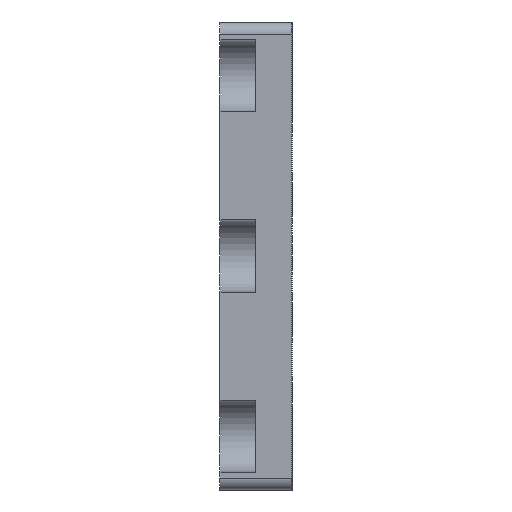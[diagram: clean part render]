
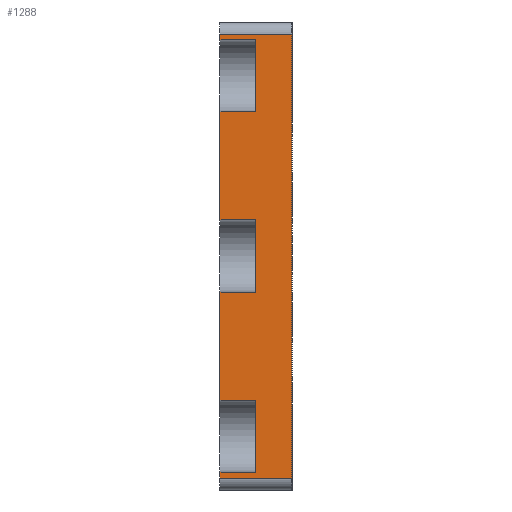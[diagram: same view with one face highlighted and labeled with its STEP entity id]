
A CAD part, left-side view. The second image highlights one B-rep face of the part: STEP entity #1288.
In plain terms, the highlighted planar face has unit normal (-1, 0, 0).
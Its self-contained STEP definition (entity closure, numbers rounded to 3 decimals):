
#24 = LINE ( 'NONE', #685, #2149 ) ;
#31 = VERTEX_POINT ( 'NONE', #1211 ) ;
#46 = VECTOR ( 'NONE', #364, 1000. ) ;
#56 = DIRECTION ( 'NONE',  ( 0., 0., 1. ) ) ;
#59 = CARTESIAN_POINT ( 'NONE',  ( -200., 6., 39. ) ) ;
#96 = DIRECTION ( 'NONE',  ( 0., 1., 0. ) ) ;
#98 = CARTESIAN_POINT ( 'NONE',  ( -200., 6., 39. ) ) ;
#122 = CARTESIAN_POINT ( 'NONE',  ( -200., 0., -6. ) ) ;
#157 = VERTEX_POINT ( 'NONE', #877 ) ;
#183 = CARTESIAN_POINT ( 'NONE',  ( -200., -6., 37. ) ) ;
#196 = VERTEX_POINT ( 'NONE', #1086 ) ;
#223 = LINE ( 'NONE', #385, #600 ) ;
#226 = DIRECTION ( 'NONE',  ( 1., 0., 0. ) ) ;
#228 = DIRECTION ( 'NONE',  ( 0., 0., 1. ) ) ;
#249 = LINE ( 'NONE', #1246, #561 ) ;
#298 = VERTEX_POINT ( 'NONE', #1099 ) ;
#303 = CARTESIAN_POINT ( 'NONE',  ( -200., 6., 36. ) ) ;
#343 = CARTESIAN_POINT ( 'NONE',  ( -200., 0., -36. ) ) ;
#358 = VERTEX_POINT ( 'NONE', #183 ) ;
#364 = DIRECTION ( 'NONE',  ( 0., -1., 0. ) ) ;
#367 = LINE ( 'NONE', #1235, #1154 ) ;
#385 = CARTESIAN_POINT ( 'NONE',  ( -200., 6., 39. ) ) ;
#444 = LINE ( 'NONE', #1300, #978 ) ;
#455 = ORIENTED_EDGE ( 'NONE', *, *, #1714, .F. ) ;
#468 = CARTESIAN_POINT ( 'NONE',  ( -200., 0., -36. ) ) ;
#482 = ORIENTED_EDGE ( 'NONE', *, *, #1749, .T. ) ;
#496 = VECTOR ( 'NONE', #2130, 1000. ) ;
#507 = VERTEX_POINT ( 'NONE', #2078 ) ;
#538 = EDGE_CURVE ( 'NONE', #813, #157, #1920, .T. ) ;
#541 = DIRECTION ( 'NONE',  ( 0., 0., 1. ) ) ;
#551 = EDGE_CURVE ( 'NONE', #157, #298, #1889, .T. ) ;
#561 = VECTOR ( 'NONE', #705, 1000. ) ;
#576 = DIRECTION ( 'NONE',  ( 0., 1., 0. ) ) ;
#594 = ORIENTED_EDGE ( 'NONE', *, *, #551, .F. ) ;
#600 = VECTOR ( 'NONE', #887, 1000. ) ;
#627 = ORIENTED_EDGE ( 'NONE', *, *, #538, .F. ) ;
#635 = EDGE_CURVE ( 'NONE', #718, #1761, #883, .T. ) ;
#660 = VECTOR ( 'NONE', #750, 1000. ) ;
#679 = CARTESIAN_POINT ( 'NONE',  ( -200., 6., 24. ) ) ;
#685 = CARTESIAN_POINT ( 'NONE',  ( -200., 6., 37. ) ) ;
#705 = DIRECTION ( 'NONE',  ( 0., 1., 0. ) ) ;
#713 = EDGE_LOOP ( 'NONE', ( #455, #1050, #1805, #1000, #594, #627, #2023, #1827, #880, #482, #1601, #1226, #2156, #1208, #2066, #2096 ) ) ;
#718 = VERTEX_POINT ( 'NONE', #303 ) ;
#740 = VERTEX_POINT ( 'NONE', #1455 ) ;
#750 = DIRECTION ( 'NONE',  ( 0., 0., 1. ) ) ;
#797 = VECTOR ( 'NONE', #576, 1000. ) ;
#803 = EDGE_CURVE ( 'NONE', #1467, #196, #815, .T. ) ;
#813 = VERTEX_POINT ( 'NONE', #2039 ) ;
#815 = LINE ( 'NONE', #1204, #1331 ) ;
#816 = VERTEX_POINT ( 'NONE', #343 ) ;
#836 = LINE ( 'NONE', #983, #1058 ) ;
#848 = CARTESIAN_POINT ( 'NONE',  ( -200., 6., 37. ) ) ;
#877 = CARTESIAN_POINT ( 'NONE',  ( -200., 6., -24. ) ) ;
#880 = ORIENTED_EDGE ( 'NONE', *, *, #803, .F. ) ;
#883 = LINE ( 'NONE', #59, #1721 ) ;
#887 = DIRECTION ( 'NONE',  ( 0., 0., 1. ) ) ;
#897 = CARTESIAN_POINT ( 'NONE',  ( -200., 6., -37. ) ) ;
#912 = EDGE_CURVE ( 'NONE', #507, #358, #1403, .T. ) ;
#914 = VERTEX_POINT ( 'NONE', #1238 ) ;
#927 = EDGE_CURVE ( 'NONE', #740, #31, #249, .T. ) ;
#976 = EDGE_CURVE ( 'NONE', #816, #813, #1561, .T. ) ;
#978 = VECTOR ( 'NONE', #96, 1000. ) ;
#983 = CARTESIAN_POINT ( 'NONE',  ( -200., 0., 36. ) ) ;
#1000 = ORIENTED_EDGE ( 'NONE', *, *, #1461, .T. ) ;
#1033 = EDGE_CURVE ( 'NONE', #1940, #1245, #444, .T. ) ;
#1040 = DIRECTION ( 'NONE',  ( 0., 1., 0. ) ) ;
#1050 = ORIENTED_EDGE ( 'NONE', *, *, #927, .F. ) ;
#1058 = VECTOR ( 'NONE', #1517, 1000. ) ;
#1063 = LINE ( 'NONE', #897, #46 ) ;
#1086 = CARTESIAN_POINT ( 'NONE',  ( -200., 6., -36. ) ) ;
#1099 = CARTESIAN_POINT ( 'NONE',  ( -200., 6., -6. ) ) ;
#1127 = VECTOR ( 'NONE', #1312, 1000. ) ;
#1137 = LINE ( 'NONE', #1679, #2007 ) ;
#1152 = DIRECTION ( 'NONE',  ( 0., 0., 1. ) ) ;
#1154 = VECTOR ( 'NONE', #541, 1000. ) ;
#1204 = CARTESIAN_POINT ( 'NONE',  ( -200., 6., 39. ) ) ;
#1208 = ORIENTED_EDGE ( 'NONE', *, *, #2046, .F. ) ;
#1211 = CARTESIAN_POINT ( 'NONE',  ( -200., 6., 6. ) ) ;
#1216 = CARTESIAN_POINT ( 'NONE',  ( -200., 0., -24. ) ) ;
#1221 = CARTESIAN_POINT ( 'NONE',  ( -200., -6., 39. ) ) ;
#1225 = DIRECTION ( 'NONE',  ( 0., 0., 1. ) ) ;
#1226 = ORIENTED_EDGE ( 'NONE', *, *, #2065, .T. ) ;
#1235 = CARTESIAN_POINT ( 'NONE',  ( -200., 0., 39. ) ) ;
#1238 = CARTESIAN_POINT ( 'NONE',  ( -200., 0., 36. ) ) ;
#1245 = VERTEX_POINT ( 'NONE', #679 ) ;
#1246 = CARTESIAN_POINT ( 'NONE',  ( -200., 0., 6. ) ) ;
#1251 = CARTESIAN_POINT ( 'NONE',  ( -200., 0., -6. ) ) ;
#1288 = ADVANCED_FACE ( 'NONE', ( #1558 ), #1741, .F. ) ;
#1292 = EDGE_CURVE ( 'NONE', #1404, #740, #367, .T. ) ;
#1296 = CARTESIAN_POINT ( 'NONE',  ( -200., 6., -37. ) ) ;
#1300 = CARTESIAN_POINT ( 'NONE',  ( -200., 0., 24. ) ) ;
#1312 = DIRECTION ( 'NONE',  ( 0., 1., 0. ) ) ;
#1331 = VECTOR ( 'NONE', #1152, 1000. ) ;
#1333 = AXIS2_PLACEMENT_3D ( 'NONE', #1568, #226, #2086 ) ;
#1390 = CARTESIAN_POINT ( 'NONE',  ( -200., 0., 39. ) ) ;
#1403 = LINE ( 'NONE', #1221, #1513 ) ;
#1404 = VERTEX_POINT ( 'NONE', #1251 ) ;
#1449 = LINE ( 'NONE', #122, #496 ) ;
#1455 = CARTESIAN_POINT ( 'NONE',  ( -200., 0., 6. ) ) ;
#1461 = EDGE_CURVE ( 'NONE', #1404, #298, #1449, .T. ) ;
#1467 = VERTEX_POINT ( 'NONE', #1296 ) ;
#1496 = LINE ( 'NONE', #468, #1127 ) ;
#1506 = CARTESIAN_POINT ( 'NONE',  ( -200., 0., 24. ) ) ;
#1513 = VECTOR ( 'NONE', #56, 1000. ) ;
#1517 = DIRECTION ( 'NONE',  ( 0., 1., 0. ) ) ;
#1558 = FACE_OUTER_BOUND ( 'NONE', #713, .T. ) ;
#1561 = LINE ( 'NONE', #1390, #1963 ) ;
#1568 = CARTESIAN_POINT ( 'NONE',  ( -200., 6., 39. ) ) ;
#1581 = EDGE_CURVE ( 'NONE', #1940, #914, #1137, .T. ) ;
#1601 = ORIENTED_EDGE ( 'NONE', *, *, #912, .T. ) ;
#1679 = CARTESIAN_POINT ( 'NONE',  ( -200., 0., 39. ) ) ;
#1714 = EDGE_CURVE ( 'NONE', #31, #1245, #223, .T. ) ;
#1721 = VECTOR ( 'NONE', #1225, 1000. ) ;
#1741 = PLANE ( 'NONE',  #1333 ) ;
#1749 = EDGE_CURVE ( 'NONE', #1467, #507, #1063, .T. ) ;
#1761 = VERTEX_POINT ( 'NONE', #848 ) ;
#1805 = ORIENTED_EDGE ( 'NONE', *, *, #1292, .F. ) ;
#1827 = ORIENTED_EDGE ( 'NONE', *, *, #2019, .T. ) ;
#1889 = LINE ( 'NONE', #98, #660 ) ;
#1920 = LINE ( 'NONE', #1216, #797 ) ;
#1940 = VERTEX_POINT ( 'NONE', #1506 ) ;
#1963 = VECTOR ( 'NONE', #228, 1000. ) ;
#1999 = DIRECTION ( 'NONE',  ( 0., 0., 1. ) ) ;
#2007 = VECTOR ( 'NONE', #1999, 1000. ) ;
#2019 = EDGE_CURVE ( 'NONE', #816, #196, #1496, .T. ) ;
#2023 = ORIENTED_EDGE ( 'NONE', *, *, #976, .F. ) ;
#2039 = CARTESIAN_POINT ( 'NONE',  ( -200., 0., -24. ) ) ;
#2046 = EDGE_CURVE ( 'NONE', #914, #718, #836, .T. ) ;
#2065 = EDGE_CURVE ( 'NONE', #358, #1761, #24, .T. ) ;
#2066 = ORIENTED_EDGE ( 'NONE', *, *, #1581, .F. ) ;
#2078 = CARTESIAN_POINT ( 'NONE',  ( -200., -6., -37. ) ) ;
#2086 = DIRECTION ( 'NONE',  ( 0., 0., -1. ) ) ;
#2096 = ORIENTED_EDGE ( 'NONE', *, *, #1033, .T. ) ;
#2130 = DIRECTION ( 'NONE',  ( 0., 1., 0. ) ) ;
#2149 = VECTOR ( 'NONE', #1040, 1000. ) ;
#2156 = ORIENTED_EDGE ( 'NONE', *, *, #635, .F. ) ;
